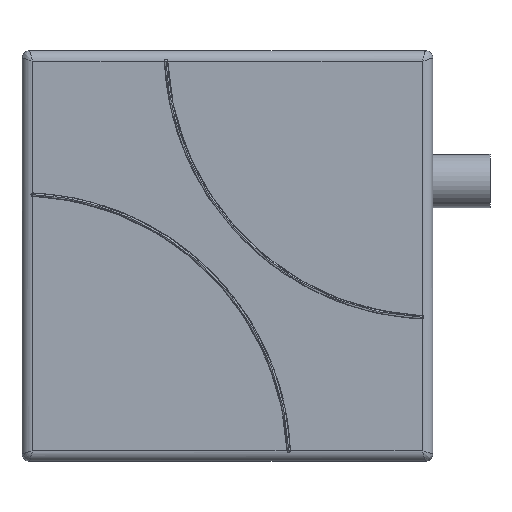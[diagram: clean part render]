
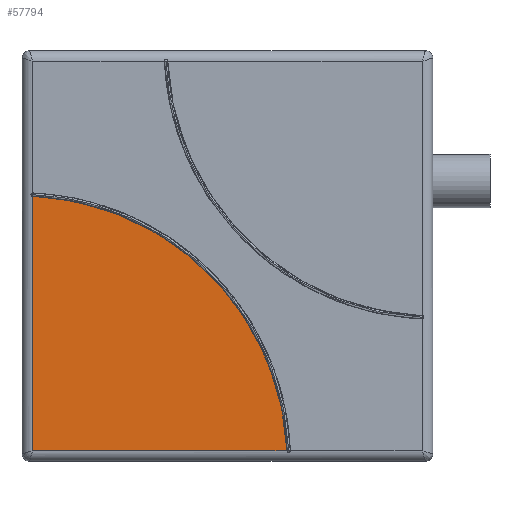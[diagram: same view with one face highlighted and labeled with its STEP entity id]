
A CAD part, top view. The second image highlights one B-rep face of the part: STEP entity #57794.
In plain terms, the highlighted planar face has unit normal (0, 0, 1).
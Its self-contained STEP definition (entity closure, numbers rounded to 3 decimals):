
#338 = DIRECTION ( 'NONE',  ( 0., 0., -1. ) ) ;
#17807 = VECTOR ( 'NONE', #42653, 1000. ) ;
#17818 = CARTESIAN_POINT ( 'NONE',  ( -151.69, 54.481, 0. ) ) ;
#26248 = PLANE ( 'NONE',  #37419 ) ;
#26330 = LINE ( 'NONE', #71423, #71751 ) ;
#27626 = EDGE_CURVE ( 'NONE', #55990, #38892, #47714, .T. ) ;
#27769 = ORIENTED_EDGE ( 'NONE', *, *, #27909, .T. ) ;
#27909 = EDGE_CURVE ( 'NONE', #38892, #28187, #41428, .T. ) ;
#28187 = VERTEX_POINT ( 'NONE', #52106 ) ;
#30529 = CARTESIAN_POINT ( 'NONE',  ( -64.769, 22.466, 0. ) ) ;
#34635 = CARTESIAN_POINT ( 'NONE',  ( 22.447, -64.734, 0. ) ) ;
#37419 = AXIS2_PLACEMENT_3D ( 'NONE', #50483, #338, #75485 ) ;
#37666 = EDGE_LOOP ( 'NONE', ( #65362, #65704, #27769 ) ) ;
#38892 = VERTEX_POINT ( 'NONE', #54418 ) ;
#40423 = CARTESIAN_POINT ( 'NONE',  ( 55.867, -182.5, 0. ) ) ;
#40810 = CARTESIAN_POINT ( 'NONE',  ( 47.326, -121.158, 0. ) ) ;
#41428 = LINE ( 'NONE', #42229, #17807 ) ;
#42229 = CARTESIAN_POINT ( 'NONE',  ( -182.5, 0., 0. ) ) ;
#42653 = DIRECTION ( 'NONE',  ( 0., -1., 0. ) ) ;
#42856 = CARTESIAN_POINT ( 'NONE',  ( -182.5, 55.867, 0. ) ) ;
#47714 = B_SPLINE_CURVE_WITH_KNOTS ( 'NONE', 3,
 ( #40423, #65475, #40810, #34635, #59718, #50249, #30529, #55601, #17818, #42856 ),
 .UNSPECIFIED., .F., .F.,
 ( 4, 2, 2, 2, 4 ),
 ( 0., 0.25, 0.5, 0.75, 1. ),
 .UNSPECIFIED. ) ;
#50249 = CARTESIAN_POINT ( 'NONE',  ( -38.869, 4.742, 0. ) ) ;
#50483 = CARTESIAN_POINT ( 'NONE',  ( 0., 0., 0. ) ) ;
#51384 = DIRECTION ( 'NONE',  ( 1., 0., 0. ) ) ;
#52106 = CARTESIAN_POINT ( 'NONE',  ( -182.5, -182.5, 0. ) ) ;
#53392 = EDGE_CURVE ( 'NONE', #28187, #55990, #26330, .T. ) ;
#54418 = CARTESIAN_POINT ( 'NONE',  ( -182.5, 55.867, 0. ) ) ;
#55601 = CARTESIAN_POINT ( 'NONE',  ( -121.153, 47.32, 0. ) ) ;
#55990 = VERTEX_POINT ( 'NONE', #68269 ) ;
#57794 = ADVANCED_FACE ( 'NONE', ( #64398 ), #26248, .F. ) ;
#59718 = CARTESIAN_POINT ( 'NONE',  ( 4.737, -38.861, 0. ) ) ;
#64398 = FACE_OUTER_BOUND ( 'NONE', #37666, .T. ) ;
#65362 = ORIENTED_EDGE ( 'NONE', *, *, #53392, .T. ) ;
#65475 = CARTESIAN_POINT ( 'NONE',  ( 54.48, -151.691, 0. ) ) ;
#65704 = ORIENTED_EDGE ( 'NONE', *, *, #27626, .T. ) ;
#68269 = CARTESIAN_POINT ( 'NONE',  ( 55.867, -182.5, 0. ) ) ;
#71423 = CARTESIAN_POINT ( 'NONE',  ( 0., -182.5, 0. ) ) ;
#71751 = VECTOR ( 'NONE', #51384, 1000. ) ;
#75485 = DIRECTION ( 'NONE',  ( 0., -1., 0. ) ) ;
